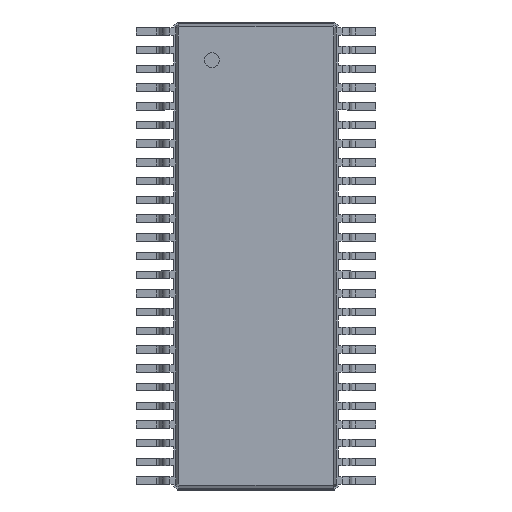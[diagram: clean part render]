
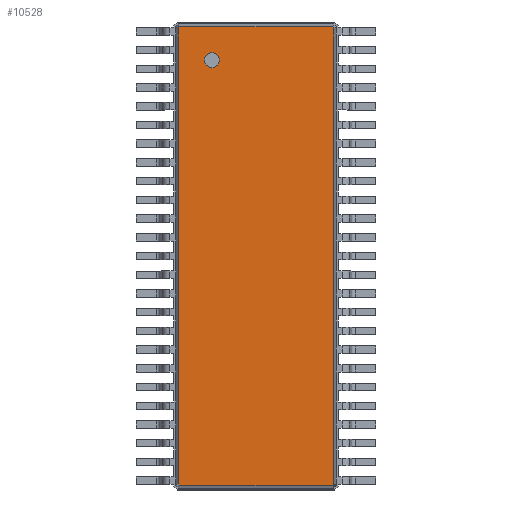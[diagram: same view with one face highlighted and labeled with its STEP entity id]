
A CAD part, top view. The second image highlights one B-rep face of the part: STEP entity #10528.
In plain terms, the highlighted planar face has unit normal (0, 0, 1).
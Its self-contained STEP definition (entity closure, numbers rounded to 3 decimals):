
#27=VECTOR('',#28,1.);
#28=DIRECTION('',(1.,0.,0.));
#51=VECTOR('',#52,1.);
#52=DIRECTION('',(0.707,-0.707,0.));
#58=VECTOR('',#59,1.);
#59=DIRECTION('',(0.,-1.,0.));
#65=VECTOR('',#66,1.);
#66=DIRECTION('',(-0.707,-0.707,0.));
#72=VECTOR('',#73,1.);
#73=DIRECTION('',(-1.,0.,0.));
#79=VECTOR('',#80,1.);
#80=DIRECTION('',(-0.707,0.707,0.));
#86=VECTOR('',#87,1.);
#87=DIRECTION('',(0.,1.,0.));
#91=VECTOR('',#92,1.);
#92=DIRECTION('',(0.707,0.707,0.));
#95=DIRECTION('',(0.,0.,-1.));
#2935=VERTEX_POINT('',#2936);
#2936=CARTESIAN_POINT('',(-2.079,6.089,1.2));
#2939=EDGE_CURVE('',#2940,#2935,#2942,.T.);
#2940=VERTEX_POINT('',#2941);
#2941=CARTESIAN_POINT('',(-2.079,-6.089,1.2));
#2942=LINE('',#2941,#86);
#2953=VERTEX_POINT('',#2954);
#2954=CARTESIAN_POINT('',(-2.039,6.129,1.2));
#2957=EDGE_CURVE('',#2935,#2953,#2958,.T.);
#2958=LINE('',#2936,#91);
#2967=VERTEX_POINT('',#2968);
#2968=CARTESIAN_POINT('',(2.039,6.129,1.2));
#2971=EDGE_CURVE('',#2953,#2967,#2972,.T.);
#2972=LINE('',#2954,#27);
#2981=VERTEX_POINT('',#2982);
#2982=CARTESIAN_POINT('',(2.079,6.089,1.2));
#2985=EDGE_CURVE('',#2967,#2981,#2986,.T.);
#2986=LINE('',#2968,#51);
#3195=VERTEX_POINT('',#3196);
#3196=CARTESIAN_POINT('',(2.079,-6.089,1.2));
#3199=EDGE_CURVE('',#2981,#3195,#3200,.T.);
#3200=LINE('',#2982,#58);
#10528=ADVANCED_FACE('',(#10529,#10549),#10559,.F.);
#10529=FACE_BOUND('',#10530,.F.);
#10530=EDGE_LOOP('',(#10531,#10532,#10533,#10534,#10539,#10544,#10547,#10548));
#10531=ORIENTED_EDGE('',*,*,#2971,.T.);
#10532=ORIENTED_EDGE('',*,*,#2985,.T.);
#10533=ORIENTED_EDGE('',*,*,#3199,.T.);
#10534=ORIENTED_EDGE('',*,*,#10535,.T.);
#10535=EDGE_CURVE('',#3195,#10536,#10538,.T.);
#10536=VERTEX_POINT('',#10537);
#10537=CARTESIAN_POINT('',(2.039,-6.129,1.2));
#10538=LINE('',#3196,#65);
#10539=ORIENTED_EDGE('',*,*,#10540,.T.);
#10540=EDGE_CURVE('',#10536,#10541,#10543,.T.);
#10541=VERTEX_POINT('',#10542);
#10542=CARTESIAN_POINT('',(-2.039,-6.129,1.2));
#10543=LINE('',#10537,#72);
#10544=ORIENTED_EDGE('',*,*,#10545,.T.);
#10545=EDGE_CURVE('',#10541,#2940,#10546,.T.);
#10546=LINE('',#10542,#79);
#10547=ORIENTED_EDGE('',*,*,#2939,.T.);
#10548=ORIENTED_EDGE('',*,*,#2957,.T.);
#10549=FACE_BOUND('',#10550,.F.);
#10550=EDGE_LOOP('',(#10551));
#10551=ORIENTED_EDGE('',*,*,#10552,.F.);
#10552=EDGE_CURVE('',#10553,#10553,#10555,.T.);
#10553=VERTEX_POINT('',#10554);
#10554=CARTESIAN_POINT('',(-1.179,5.029,1.2));
#10555=CIRCLE('',#10556,0.2);
#10556=AXIS2_PLACEMENT_3D('',#10557,#10558,#59);
#10557=CARTESIAN_POINT('',(-1.179,5.229,1.2));
#10558=DIRECTION('',(0.,-0.,-1.));
#10559=PLANE('',#10560);
#10560=AXIS2_PLACEMENT_3D('',#2954,#95,#10561);
#10561=DIRECTION('',(0.316,-0.949,0.));
